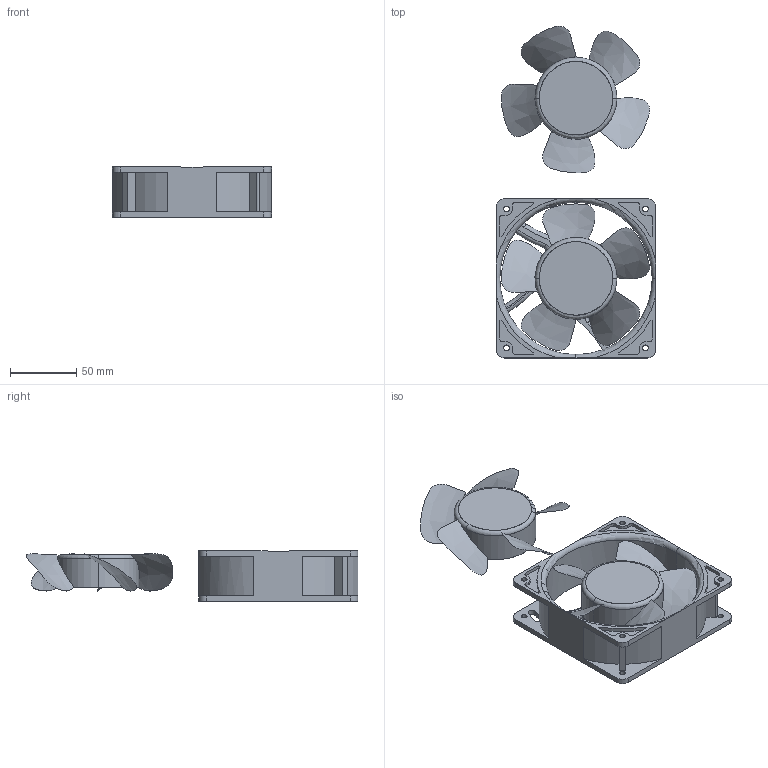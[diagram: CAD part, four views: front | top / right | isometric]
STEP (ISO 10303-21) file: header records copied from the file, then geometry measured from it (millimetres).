
FILE_DESCRIPTION((''),'2;1');
FILE_NAME('ASM0002_ASM','2011-05-03T',('rd084'),(''),'PRO/ENGINEER BY PARAMETRIC TECHNOLOGY CORPORATION, 2006460','PRO/ENGINEER BY PARAMETRIC TECHNOLOGY CORPORATION, 2006460','');
FILE_SCHEMA(('CONFIG_CONTROL_DESIGN'));
Length unit declared in the file: millimetre
Products named in the file (3): PRT0002; PRT0003; ASM0002_ASM
Assembly tree (2 placements, depth 2):
  ASM0002_ASM
    PRT0002
    PRT0003
Bounding box: 120 x 250.44 x 38 mm (x, y, z)
Surface area: 94410.8 mm2 (no closed solid volume)
Topology: 0 solids, 25 shells, 201 faces, 644 edges, 459 vertices
Faces by surface type: cylinder 84, plane 68, torus 29, bspline 20
Entity records: 10102 total; most frequent: CARTESIAN_POINT 4385, DIRECTION 1163, ORIENTED_EDGE 1134, EDGE_CURVE 644, VERTEX_POINT 459, AXIS2_PLACEMENT_3D 453, CIRCLE 267, VECTOR 257
